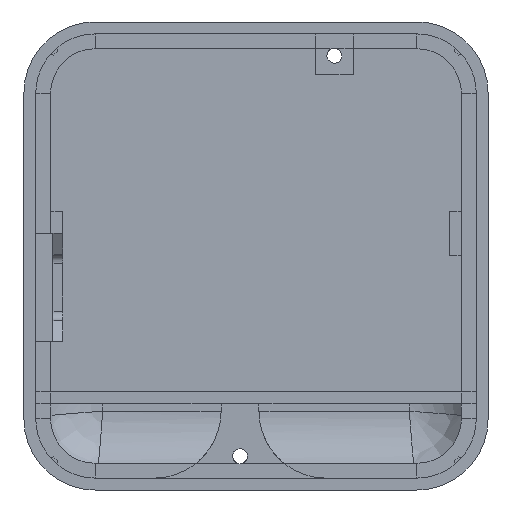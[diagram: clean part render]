
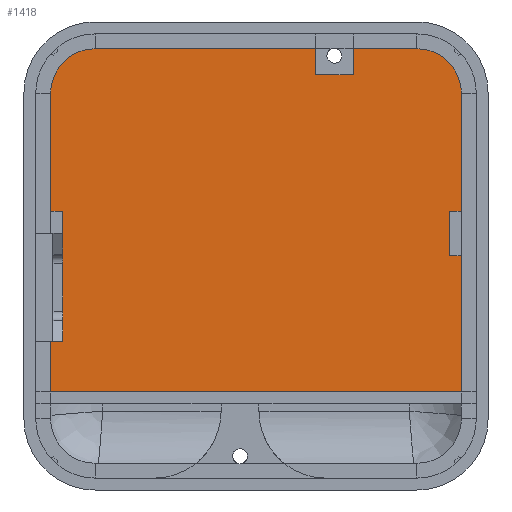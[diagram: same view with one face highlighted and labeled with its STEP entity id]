
A CAD part, front view. The second image highlights one B-rep face of the part: STEP entity #1418.
In plain terms, the highlighted planar face has unit normal (0, -1, 0).
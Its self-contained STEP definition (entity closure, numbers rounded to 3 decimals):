
#517 = VERTEX_POINT('',#518);
#518 = CARTESIAN_POINT('',(-29.65,28.82,-18.3));
#524 = EDGE_CURVE('',#517,#525,#527,.T.);
#525 = VERTEX_POINT('',#526);
#526 = CARTESIAN_POINT('',(-29.65,28.82,0.05));
#527 = LINE('',#528,#529);
#528 = CARTESIAN_POINT('',(-29.65,28.82,-21.9));
#529 = VECTOR('',#530,1.);
#530 = DIRECTION('',(0.,0.,1.));
#549 = VERTEX_POINT('',#550);
#550 = CARTESIAN_POINT('',(-29.65,28.82,6.05));
#556 = EDGE_CURVE('',#549,#557,#559,.T.);
#557 = VERTEX_POINT('',#558);
#558 = CARTESIAN_POINT('',(-29.65,28.82,21.9));
#559 = LINE('',#560,#561);
#560 = CARTESIAN_POINT('',(-29.65,28.82,-21.9));
#561 = VECTOR('',#562,1.);
#562 = DIRECTION('',(0.,0.,1.));
#1274 = VERTEX_POINT('',#1275);
#1275 = CARTESIAN_POINT('',(-21.65,28.82,29.9));
#1281 = EDGE_CURVE('',#1274,#557,#1282,.T.);
#1282 = CIRCLE('',#1283,8.);
#1283 = AXIS2_PLACEMENT_3D('',#1284,#1285,#1286);
#1284 = CARTESIAN_POINT('',(-21.65,28.82,21.9));
#1285 = DIRECTION('',(0.,-1.,0.));
#1286 = DIRECTION('',(1.,0.,0.));
#1418 = ADVANCED_FACE('',(#1419),#1541,.F.);
#1419 = FACE_BOUND('',#1420,.F.);
#1420 = EDGE_LOOP('',(#1421,#1431,#1439,#1445,#1446,#1454,#1462,#1468,
    #1469,#1470,#1478,#1486,#1494,#1502,#1510,#1519,#1527,#1535));
#1421 = ORIENTED_EDGE('',*,*,#1422,.F.);
#1422 = EDGE_CURVE('',#1423,#1425,#1427,.T.);
#1423 = VERTEX_POINT('',#1424);
#1424 = CARTESIAN_POINT('',(29.65,28.82,0.05));
#1425 = VERTEX_POINT('',#1426);
#1426 = CARTESIAN_POINT('',(26.1,28.82,0.05));
#1427 = LINE('',#1428,#1429);
#1428 = CARTESIAN_POINT('',(29.65,28.82,0.05));
#1429 = VECTOR('',#1430,1.);
#1430 = DIRECTION('',(-1.,0.,0.));
#1431 = ORIENTED_EDGE('',*,*,#1432,.T.);
#1432 = EDGE_CURVE('',#1423,#1433,#1435,.T.);
#1433 = VERTEX_POINT('',#1434);
#1434 = CARTESIAN_POINT('',(29.65,28.82,-18.3));
#1435 = LINE('',#1436,#1437);
#1436 = CARTESIAN_POINT('',(29.65,28.82,21.9));
#1437 = VECTOR('',#1438,1.);
#1438 = DIRECTION('',(0.,0.,-1.));
#1439 = ORIENTED_EDGE('',*,*,#1440,.T.);
#1440 = EDGE_CURVE('',#1433,#517,#1441,.T.);
#1441 = LINE('',#1442,#1443);
#1442 = CARTESIAN_POINT('',(29.65,28.82,-18.3));
#1443 = VECTOR('',#1444,1.);
#1444 = DIRECTION('',(-1.,0.,0.));
#1445 = ORIENTED_EDGE('',*,*,#524,.T.);
#1446 = ORIENTED_EDGE('',*,*,#1447,.T.);
#1447 = EDGE_CURVE('',#525,#1448,#1450,.T.);
#1448 = VERTEX_POINT('',#1449);
#1449 = CARTESIAN_POINT('',(-26.1,28.82,0.05));
#1450 = LINE('',#1451,#1452);
#1451 = CARTESIAN_POINT('',(-29.65,28.82,0.05));
#1452 = VECTOR('',#1453,1.);
#1453 = DIRECTION('',(1.,0.,0.));
#1454 = ORIENTED_EDGE('',*,*,#1455,.T.);
#1455 = EDGE_CURVE('',#1448,#1456,#1458,.T.);
#1456 = VERTEX_POINT('',#1457);
#1457 = CARTESIAN_POINT('',(-26.1,28.82,6.05));
#1458 = LINE('',#1459,#1460);
#1459 = CARTESIAN_POINT('',(-26.1,28.82,0.05));
#1460 = VECTOR('',#1461,1.);
#1461 = DIRECTION('',(0.,0.,1.));
#1462 = ORIENTED_EDGE('',*,*,#1463,.T.);
#1463 = EDGE_CURVE('',#1456,#549,#1464,.T.);
#1464 = LINE('',#1465,#1466);
#1465 = CARTESIAN_POINT('',(-26.1,28.82,6.05));
#1466 = VECTOR('',#1467,1.);
#1467 = DIRECTION('',(-1.,0.,0.));
#1468 = ORIENTED_EDGE('',*,*,#556,.T.);
#1469 = ORIENTED_EDGE('',*,*,#1281,.F.);
#1470 = ORIENTED_EDGE('',*,*,#1471,.T.);
#1471 = EDGE_CURVE('',#1274,#1472,#1474,.T.);
#1472 = VERTEX_POINT('',#1473);
#1473 = CARTESIAN_POINT('',(8.,28.82,29.9));
#1474 = LINE('',#1475,#1476);
#1475 = CARTESIAN_POINT('',(-21.65,28.82,29.9));
#1476 = VECTOR('',#1477,1.);
#1477 = DIRECTION('',(1.,0.,0.));
#1478 = ORIENTED_EDGE('',*,*,#1479,.F.);
#1479 = EDGE_CURVE('',#1480,#1472,#1482,.T.);
#1480 = VERTEX_POINT('',#1481);
#1481 = CARTESIAN_POINT('',(8.,28.82,24.4));
#1482 = LINE('',#1483,#1484);
#1483 = CARTESIAN_POINT('',(8.,28.82,24.4));
#1484 = VECTOR('',#1485,1.);
#1485 = DIRECTION('',(0.,0.,1.));
#1486 = ORIENTED_EDGE('',*,*,#1487,.F.);
#1487 = EDGE_CURVE('',#1488,#1480,#1490,.T.);
#1488 = VERTEX_POINT('',#1489);
#1489 = CARTESIAN_POINT('',(13.1,28.82,24.4));
#1490 = LINE('',#1491,#1492);
#1491 = CARTESIAN_POINT('',(13.1,28.82,24.4));
#1492 = VECTOR('',#1493,1.);
#1493 = DIRECTION('',(-1.,0.,0.));
#1494 = ORIENTED_EDGE('',*,*,#1495,.F.);
#1495 = EDGE_CURVE('',#1496,#1488,#1498,.T.);
#1496 = VERTEX_POINT('',#1497);
#1497 = CARTESIAN_POINT('',(13.1,28.82,29.9));
#1498 = LINE('',#1499,#1500);
#1499 = CARTESIAN_POINT('',(13.1,28.82,29.9));
#1500 = VECTOR('',#1501,1.);
#1501 = DIRECTION('',(0.,0.,-1.));
#1502 = ORIENTED_EDGE('',*,*,#1503,.T.);
#1503 = EDGE_CURVE('',#1496,#1504,#1506,.T.);
#1504 = VERTEX_POINT('',#1505);
#1505 = CARTESIAN_POINT('',(21.65,28.82,29.9));
#1506 = LINE('',#1507,#1508);
#1507 = CARTESIAN_POINT('',(-21.65,28.82,29.9));
#1508 = VECTOR('',#1509,1.);
#1509 = DIRECTION('',(1.,0.,0.));
#1510 = ORIENTED_EDGE('',*,*,#1511,.F.);
#1511 = EDGE_CURVE('',#1512,#1504,#1514,.T.);
#1512 = VERTEX_POINT('',#1513);
#1513 = CARTESIAN_POINT('',(29.65,28.82,21.9));
#1514 = CIRCLE('',#1515,8.);
#1515 = AXIS2_PLACEMENT_3D('',#1516,#1517,#1518);
#1516 = CARTESIAN_POINT('',(21.65,28.82,21.9));
#1517 = DIRECTION('',(0.,-1.,0.));
#1518 = DIRECTION('',(1.,0.,0.));
#1519 = ORIENTED_EDGE('',*,*,#1520,.T.);
#1520 = EDGE_CURVE('',#1512,#1521,#1523,.T.);
#1521 = VERTEX_POINT('',#1522);
#1522 = CARTESIAN_POINT('',(29.65,28.82,6.05));
#1523 = LINE('',#1524,#1525);
#1524 = CARTESIAN_POINT('',(29.65,28.82,21.9));
#1525 = VECTOR('',#1526,1.);
#1526 = DIRECTION('',(0.,0.,-1.));
#1527 = ORIENTED_EDGE('',*,*,#1528,.F.);
#1528 = EDGE_CURVE('',#1529,#1521,#1531,.T.);
#1529 = VERTEX_POINT('',#1530);
#1530 = CARTESIAN_POINT('',(26.1,28.82,6.05));
#1531 = LINE('',#1532,#1533);
#1532 = CARTESIAN_POINT('',(26.1,28.82,6.05));
#1533 = VECTOR('',#1534,1.);
#1534 = DIRECTION('',(1.,0.,0.));
#1535 = ORIENTED_EDGE('',*,*,#1536,.F.);
#1536 = EDGE_CURVE('',#1425,#1529,#1537,.T.);
#1537 = LINE('',#1538,#1539);
#1538 = CARTESIAN_POINT('',(26.1,28.82,0.05));
#1539 = VECTOR('',#1540,1.);
#1540 = DIRECTION('',(0.,0.,1.));
#1541 = PLANE('',#1542);
#1542 = AXIS2_PLACEMENT_3D('',#1543,#1544,#1545);
#1543 = CARTESIAN_POINT('',(0.,28.82,0.));
#1544 = DIRECTION('',(0.,1.,0.));
#1545 = DIRECTION('',(0.,0.,1.));
